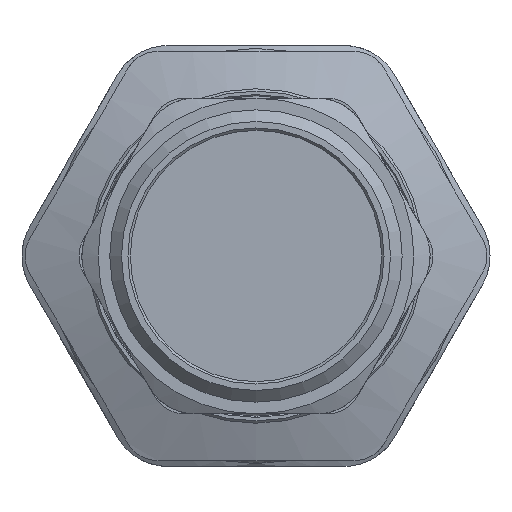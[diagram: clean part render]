
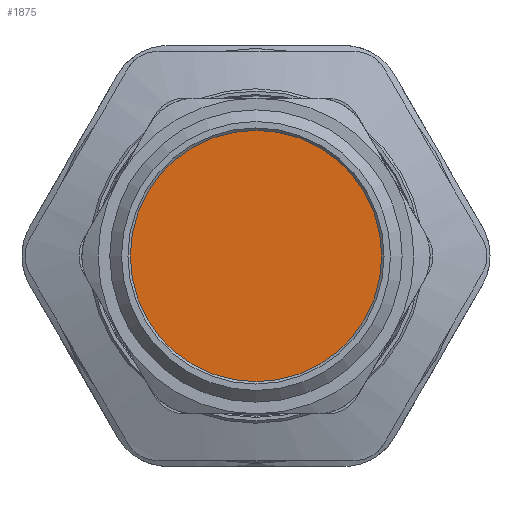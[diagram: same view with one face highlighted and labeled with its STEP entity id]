
A CAD part, front view. The second image highlights one B-rep face of the part: STEP entity #1875.
In plain terms, the highlighted planar face has unit normal (0, -1, 0).
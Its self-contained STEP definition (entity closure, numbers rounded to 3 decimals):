
#497=FACE_OUTER_BOUND('',#609,.T.);
#609=EDGE_LOOP('',(#1271));
#731=CIRCLE('',#2011,10.75);
#806=VERTEX_POINT('',#2639);
#987=EDGE_CURVE('',#806,#806,#731,.T.);
#1271=ORIENTED_EDGE('',*,*,#987,.F.);
#1839=PLANE('',#2010);
#1875=ADVANCED_FACE('',(#497),#1839,.T.);
#2010=AXIS2_PLACEMENT_3D('',#2638,#2195,#2196);
#2011=AXIS2_PLACEMENT_3D('',#2640,#2197,#2198);
#2195=DIRECTION('center_axis',(0.,-1.,0.));
#2196=DIRECTION('ref_axis',(0.,0.,-1.));
#2197=DIRECTION('center_axis',(0.,1.,0.));
#2198=DIRECTION('ref_axis',(-1.,0.,0.));
#2638=CARTESIAN_POINT('Origin',(-5.193,-7.195,0.));
#2639=CARTESIAN_POINT('',(5.557,-7.195,0.));
#2640=CARTESIAN_POINT('Origin',(-5.193,-7.195,0.));
